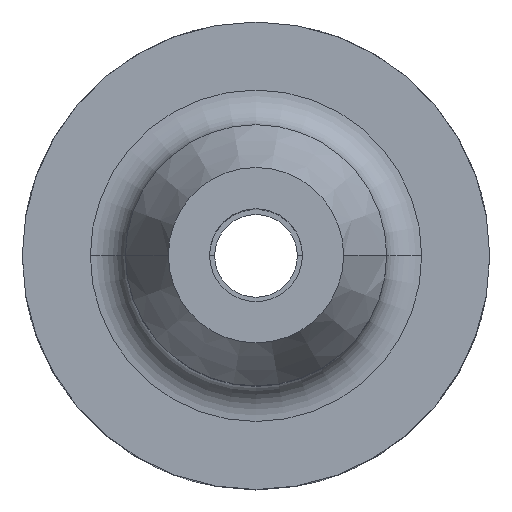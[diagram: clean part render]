
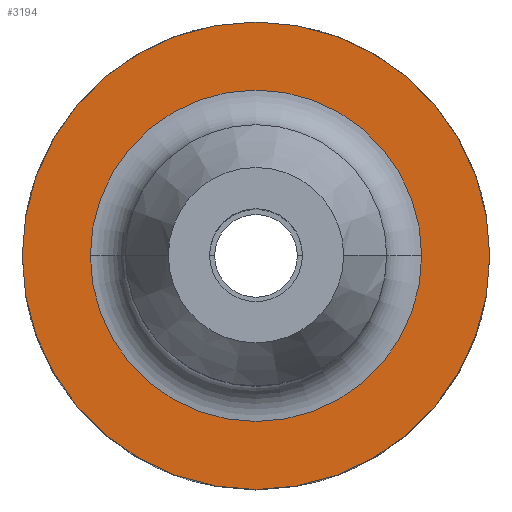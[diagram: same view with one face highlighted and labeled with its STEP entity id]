
A CAD part, top view. The second image highlights one B-rep face of the part: STEP entity #3194.
In plain terms, the highlighted planar face has unit normal (0, 0, 1).
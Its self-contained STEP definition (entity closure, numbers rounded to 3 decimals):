
#135 = CARTESIAN_POINT ( 'NONE',  ( 0., 0., 20. ) ) ;
#185 = CARTESIAN_POINT ( 'NONE',  ( 0., 0., 20. ) ) ;
#276 = VERTEX_POINT ( 'NONE', #4478 ) ;
#305 = EDGE_CURVE ( 'NONE', #1578, #466, #3707, .T. ) ;
#425 = AXIS2_PLACEMENT_3D ( 'NONE', #185, #3399, #1364 ) ;
#466 = VERTEX_POINT ( 'NONE', #3468 ) ;
#856 = CARTESIAN_POINT ( 'NONE',  ( 14.176, 0., 20. ) ) ;
#1314 = AXIS2_PLACEMENT_3D ( 'NONE', #2428, #1690, #1372 ) ;
#1364 = DIRECTION ( 'NONE',  ( -1., 0., 0. ) ) ;
#1372 = DIRECTION ( 'NONE',  ( -1., 0., 0. ) ) ;
#1531 = AXIS2_PLACEMENT_3D ( 'NONE', #135, #2571, #3983 ) ;
#1540 = EDGE_CURVE ( 'NONE', #276, #2459, #3427, .T. ) ;
#1577 = AXIS2_PLACEMENT_3D ( 'NONE', #2525, #3585, #4258 ) ;
#1578 = VERTEX_POINT ( 'NONE', #856 ) ;
#1690 = DIRECTION ( 'NONE',  ( 0., 0., 1. ) ) ;
#1714 = EDGE_LOOP ( 'NONE', ( #2738, #4111 ) ) ;
#1943 = FACE_OUTER_BOUND ( 'NONE', #3462, .T. ) ;
#2132 = PLANE ( 'NONE',  #1577 ) ;
#2428 = CARTESIAN_POINT ( 'NONE',  ( 0., 0., 20. ) ) ;
#2459 = VERTEX_POINT ( 'NONE', #3190 ) ;
#2525 = CARTESIAN_POINT ( 'NONE',  ( 0., 0., 20. ) ) ;
#2571 = DIRECTION ( 'NONE',  ( 0., 0., 1. ) ) ;
#2738 = ORIENTED_EDGE ( 'NONE', *, *, #2786, .F. ) ;
#2786 = EDGE_CURVE ( 'NONE', #466, #1578, #3266, .T. ) ;
#2987 = EDGE_CURVE ( 'NONE', #2459, #276, #3262, .T. ) ;
#3159 = CARTESIAN_POINT ( 'NONE',  ( 0., 0., 20. ) ) ;
#3190 = CARTESIAN_POINT ( 'NONE',  ( 20., 0., 20. ) ) ;
#3194 = ADVANCED_FACE ( 'NONE', ( #3812, #1943 ), #2132, .F. ) ;
#3262 = CIRCLE ( 'NONE', #3873, 20. ) ;
#3266 = CIRCLE ( 'NONE', #425, 14.176 ) ;
#3399 = DIRECTION ( 'NONE',  ( 0., 0., 1. ) ) ;
#3427 = CIRCLE ( 'NONE', #1531, 20. ) ;
#3462 = EDGE_LOOP ( 'NONE', ( #3542, #3570 ) ) ;
#3468 = CARTESIAN_POINT ( 'NONE',  ( -14.176, 0., 20. ) ) ;
#3542 = ORIENTED_EDGE ( 'NONE', *, *, #2987, .T. ) ;
#3570 = ORIENTED_EDGE ( 'NONE', *, *, #1540, .T. ) ;
#3585 = DIRECTION ( 'NONE',  ( 0., 0., -1. ) ) ;
#3707 = CIRCLE ( 'NONE', #1314, 14.176 ) ;
#3812 = FACE_BOUND ( 'NONE', #1714, .T. ) ;
#3836 = DIRECTION ( 'NONE',  ( 0., 0., 1. ) ) ;
#3873 = AXIS2_PLACEMENT_3D ( 'NONE', #3159, #3836, #4197 ) ;
#3983 = DIRECTION ( 'NONE',  ( 1., 0., 0. ) ) ;
#4111 = ORIENTED_EDGE ( 'NONE', *, *, #305, .F. ) ;
#4197 = DIRECTION ( 'NONE',  ( 1., 0., 0. ) ) ;
#4258 = DIRECTION ( 'NONE',  ( -1., 0., 0. ) ) ;
#4478 = CARTESIAN_POINT ( 'NONE',  ( -20., 0., 20. ) ) ;
